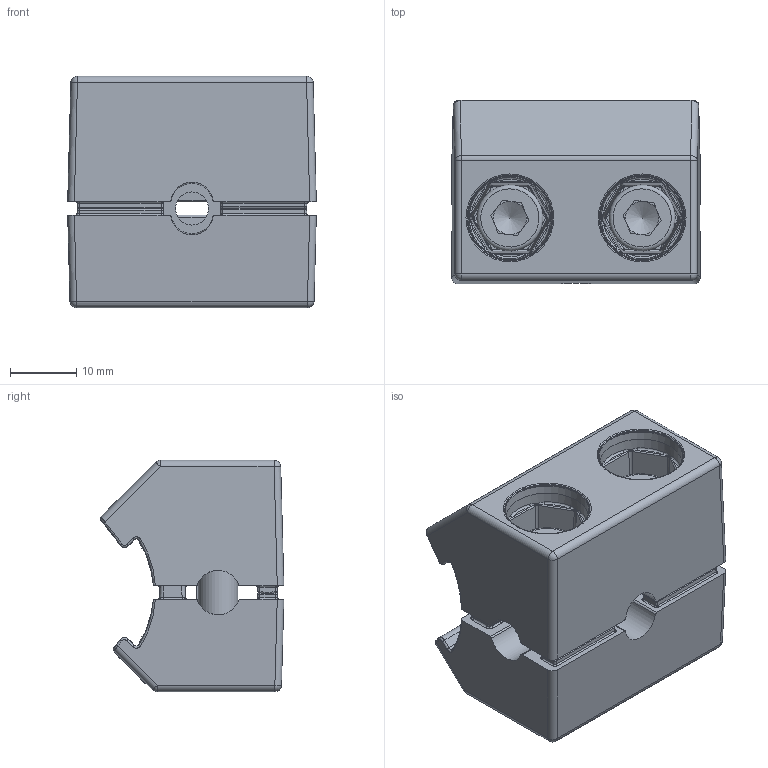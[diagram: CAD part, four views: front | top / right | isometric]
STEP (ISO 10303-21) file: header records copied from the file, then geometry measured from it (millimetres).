
FILE_DESCRIPTION(/* description */ ('KriTec Multiblock D30'),/* implementation_level */ '2;1');
FILE_NAME(/* name */ '22108_KriTec_Multiblock_D30.stp',/* time_stamp */ '2020-11-05T13:13:34+01:00',/* author */ ('jendrek'),/* organization */ (''),/* preprocessor_version */ 'ST-DEVELOPER v17',/* originating_system */ 'Autodesk Inventor 2018',/* authorisation */ '');
FILE_SCHEMA (('AUTOMOTIVE_DESIGN { 1 0 10303 214 3 1 1 }'));
Products named in the file (6): 22108; 22108_3; 22108_2; 22108_1; 22108_0; 22108_4
Assembly tree (7 placements, depth 2):
  22108
    22108_3
    22108_2
    22108_0  x2
    22108_4  x2
    22108_1
Bounding box: 37.6 x 27.79 x 35 mm (x, y, z)
Volume: 23467.1 mm3; surface area: 12485.5 mm2
Topology: 7 solids, 7 shells, 1487 faces, 3519 edges, 2033 vertices
Faces by surface type: bspline 590, cylinder 403, plane 223, torus 106, sphere 96, cone 69
Full cylindrical faces by diameter (mm): 5 x3, 6 x4, 7.143 x2, 10 x4
Entity records: 57275 total; most frequent: CARTESIAN_POINT 26474, ORIENTED_EDGE 6736, DIRECTION 6412, EDGE_CURVE 3368, AXIS2_PLACEMENT_3D 2794, VERTEX_POINT 1958, CIRCLE 1549, EDGE_LOOP 1468
